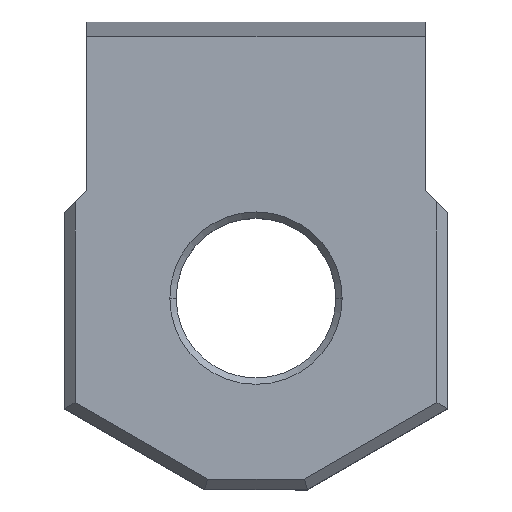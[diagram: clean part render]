
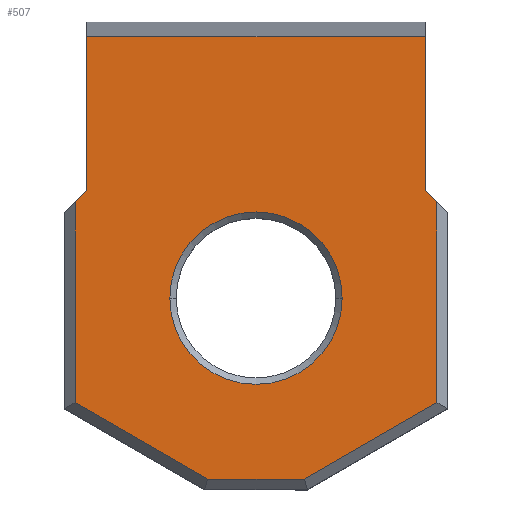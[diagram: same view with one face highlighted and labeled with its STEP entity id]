
A CAD part, top view. The second image highlights one B-rep face of the part: STEP entity #507.
In plain terms, the highlighted planar face has unit normal (0, 0, 1).
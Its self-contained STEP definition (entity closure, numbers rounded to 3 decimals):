
#11 = ORIENTED_EDGE ( 'NONE', *, *, #396, .T. ) ;
#13 = CARTESIAN_POINT ( 'NONE',  ( -2.278, 0.5, 13.859 ) ) ;
#17 = ORIENTED_EDGE ( 'NONE', *, *, #266, .T. ) ;
#70 = CARTESIAN_POINT ( 'NONE',  ( 7.946, 14.075, 13.859 ) ) ;
#76 = DIRECTION ( 'NONE',  ( -1., 0., 0. ) ) ;
#77 = CARTESIAN_POINT ( 'NONE',  ( 0., 21.274, 13.859 ) ) ;
#87 = LINE ( 'NONE', #77, #205 ) ;
#112 = CARTESIAN_POINT ( 'NONE',  ( 7.946, 21.274, 13.859 ) ) ;
#132 = VECTOR ( 'NONE', #990, 1000. ) ;
#154 = ORIENTED_EDGE ( 'NONE', *, *, #1318, .T. ) ;
#168 = AXIS2_PLACEMENT_3D ( 'NONE', #628, #616, #600 ) ;
#173 = LINE ( 'NONE', #1772, #1340 ) ;
#205 = VECTOR ( 'NONE', #76, 1000. ) ;
#263 = VECTOR ( 'NONE', #513, 1000. ) ;
#266 = EDGE_CURVE ( 'NONE', #281, #270, #173, .T. ) ;
#270 = VERTEX_POINT ( 'NONE', #1763 ) ;
#281 = VERTEX_POINT ( 'NONE', #1753 ) ;
#285 = VERTEX_POINT ( 'NONE', #1745 ) ;
#316 = AXIS2_PLACEMENT_3D ( 'NONE', #1621, #1616, #1615 ) ;
#396 = EDGE_CURVE ( 'NONE', #783, #760, #1676, .T. ) ;
#401 = ORIENTED_EDGE ( 'NONE', *, *, #1135, .T. ) ;
#410 = CARTESIAN_POINT ( 'NONE',  ( -4.05, 9., 13.859 ) ) ;
#412 = DIRECTION ( 'NONE',  ( 0., -1., 0. ) ) ;
#443 = EDGE_CURVE ( 'NONE', #987, #281, #1655, .T. ) ;
#489 = VECTOR ( 'NONE', #1426, 1000. ) ;
#501 = LINE ( 'NONE', #510, #263 ) ;
#507 = ADVANCED_FACE ( 'NONE', ( #1628, #1626 ), #1623, .F. ) ;
#510 = CARTESIAN_POINT ( 'NONE',  ( 0., 0.5, 13.859 ) ) ;
#513 = DIRECTION ( 'NONE',  ( 1., 0., 0. ) ) ;
#524 = CARTESIAN_POINT ( 'NONE',  ( -7.947, 22., 13.859 ) ) ;
#526 = ORIENTED_EDGE ( 'NONE', *, *, #1191, .T. ) ;
#530 = LINE ( 'NONE', #524, #573 ) ;
#535 = CARTESIAN_POINT ( 'NONE',  ( -0.353, -0.611, 13.859 ) ) ;
#542 = ORIENTED_EDGE ( 'NONE', *, *, #443, .T. ) ;
#550 = LINE ( 'NONE', #535, #489 ) ;
#573 = VECTOR ( 'NONE', #412, 1000. ) ;
#600 = DIRECTION ( 'NONE',  ( -1., 0., 0. ) ) ;
#616 = DIRECTION ( 'NONE',  ( 0., 0., -1. ) ) ;
#628 = CARTESIAN_POINT ( 'NONE',  ( 0., 9., 13.859 ) ) ;
#657 = CIRCLE ( 'NONE', #1821, 4.05 ) ;
#662 = ORIENTED_EDGE ( 'NONE', *, *, #1427, .T. ) ;
#671 = DIRECTION ( 'NONE',  ( -0.707, 0.707, 0. ) ) ;
#683 = CARTESIAN_POINT ( 'NONE',  ( 7.946, 14.075, 13.859 ) ) ;
#694 = LINE ( 'NONE', #683, #1244 ) ;
#723 = DIRECTION ( 'NONE',  ( -1., 0., 0. ) ) ;
#724 = ORIENTED_EDGE ( 'NONE', *, *, #779, .T. ) ;
#727 = DIRECTION ( 'NONE',  ( 0., 0., -1. ) ) ;
#733 = CARTESIAN_POINT ( 'NONE',  ( 0., 9., 13.859 ) ) ;
#736 = CARTESIAN_POINT ( 'NONE',  ( -8.5, 13.521, 13.859 ) ) ;
#748 = EDGE_LOOP ( 'NONE', ( #1819, #662 ) ) ;
#760 = VERTEX_POINT ( 'NONE', #112 ) ;
#779 = EDGE_CURVE ( 'NONE', #760, #811, #87, .T. ) ;
#783 = VERTEX_POINT ( 'NONE', #70 ) ;
#786 = VECTOR ( 'NONE', #910, 1000. ) ;
#797 = VERTEX_POINT ( 'NONE', #13 ) ;
#811 = VERTEX_POINT ( 'NONE', #1609 ) ;
#910 = DIRECTION ( 'NONE',  ( -0.707, -0.707, 0. ) ) ;
#919 = CARTESIAN_POINT ( 'NONE',  ( -9., 13.021, 13.859 ) ) ;
#925 = LINE ( 'NONE', #919, #786 ) ;
#978 = VERTEX_POINT ( 'NONE', #1275 ) ;
#987 = VERTEX_POINT ( 'NONE', #1645 ) ;
#990 = DIRECTION ( 'NONE',  ( 0., -1., 0. ) ) ;
#996 = CARTESIAN_POINT ( 'NONE',  ( -8.5, 0., 13.859 ) ) ;
#999 = LINE ( 'NONE', #996, #132 ) ;
#1047 = ORIENTED_EDGE ( 'NONE', *, *, #1454, .T. ) ;
#1061 = VERTEX_POINT ( 'NONE', #1503 ) ;
#1121 = CIRCLE ( 'NONE', #168, 4.05 ) ;
#1122 = VECTOR ( 'NONE', #1649, 1000. ) ;
#1135 = EDGE_CURVE ( 'NONE', #1803, #1061, #999, .T. ) ;
#1191 = EDGE_CURVE ( 'NONE', #285, #1803, #925, .T. ) ;
#1244 = VECTOR ( 'NONE', #671, 1000. ) ;
#1275 = CARTESIAN_POINT ( 'NONE',  ( 4.05, 9., 13.859 ) ) ;
#1297 = VECTOR ( 'NONE', #1672, 1000. ) ;
#1318 = EDGE_CURVE ( 'NONE', #270, #783, #694, .T. ) ;
#1340 = VECTOR ( 'NONE', #1770, 1000. ) ;
#1417 = VERTEX_POINT ( 'NONE', #410 ) ;
#1426 = DIRECTION ( 'NONE',  ( 0.866, -0.5, 0. ) ) ;
#1427 = EDGE_CURVE ( 'NONE', #1417, #978, #1121, .T. ) ;
#1454 = EDGE_CURVE ( 'NONE', #1061, #797, #550, .T. ) ;
#1503 = CARTESIAN_POINT ( 'NONE',  ( -8.5, 4.093, 13.859 ) ) ;
#1565 = ORIENTED_EDGE ( 'NONE', *, *, #1598, .T. ) ;
#1578 = ORIENTED_EDGE ( 'NONE', *, *, #1606, .T. ) ;
#1598 = EDGE_CURVE ( 'NONE', #797, #987, #501, .T. ) ;
#1606 = EDGE_CURVE ( 'NONE', #811, #285, #530, .T. ) ;
#1609 = CARTESIAN_POINT ( 'NONE',  ( -7.947, 21.274, 13.859 ) ) ;
#1615 = DIRECTION ( 'NONE',  ( -1., 0., 0. ) ) ;
#1616 = DIRECTION ( 'NONE',  ( 0., 0., -1. ) ) ;
#1621 = CARTESIAN_POINT ( 'NONE',  ( 0., 0., 13.859 ) ) ;
#1623 = PLANE ( 'NONE',  #316 ) ;
#1626 = FACE_BOUND ( 'NONE', #748, .T. ) ;
#1628 = FACE_OUTER_BOUND ( 'NONE', #1734, .T. ) ;
#1645 = CARTESIAN_POINT ( 'NONE',  ( 2.278, 0.5, 13.859 ) ) ;
#1649 = DIRECTION ( 'NONE',  ( 0.866, 0.5, 0. ) ) ;
#1651 = CARTESIAN_POINT ( 'NONE',  ( 0.353, -0.611, 13.859 ) ) ;
#1655 = LINE ( 'NONE', #1651, #1122 ) ;
#1672 = DIRECTION ( 'NONE',  ( 0., 1., 0. ) ) ;
#1675 = CARTESIAN_POINT ( 'NONE',  ( 7.946, 22., 13.859 ) ) ;
#1676 = LINE ( 'NONE', #1675, #1297 ) ;
#1734 = EDGE_LOOP ( 'NONE', ( #526, #401, #1047, #1565, #542, #17, #154, #11, #724, #1578 ) ) ;
#1745 = CARTESIAN_POINT ( 'NONE',  ( -7.947, 14.075, 13.859 ) ) ;
#1753 = CARTESIAN_POINT ( 'NONE',  ( 8.5, 4.093, 13.859 ) ) ;
#1763 = CARTESIAN_POINT ( 'NONE',  ( 8.5, 13.521, 13.859 ) ) ;
#1770 = DIRECTION ( 'NONE',  ( 0., 1., 0. ) ) ;
#1772 = CARTESIAN_POINT ( 'NONE',  ( 8.5, 0., 13.859 ) ) ;
#1803 = VERTEX_POINT ( 'NONE', #736 ) ;
#1810 = EDGE_CURVE ( 'NONE', #978, #1417, #657, .T. ) ;
#1819 = ORIENTED_EDGE ( 'NONE', *, *, #1810, .T. ) ;
#1821 = AXIS2_PLACEMENT_3D ( 'NONE', #733, #727, #723 ) ;
